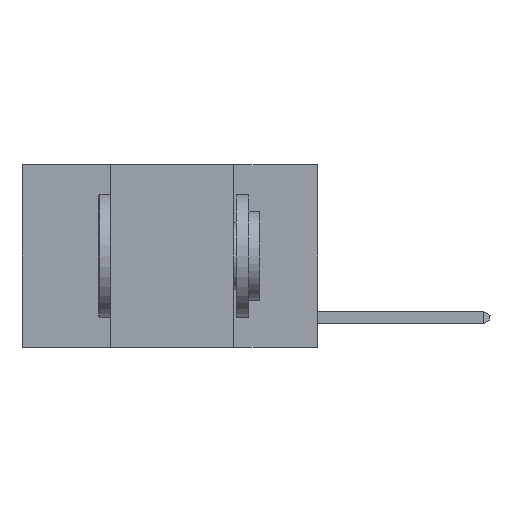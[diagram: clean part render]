
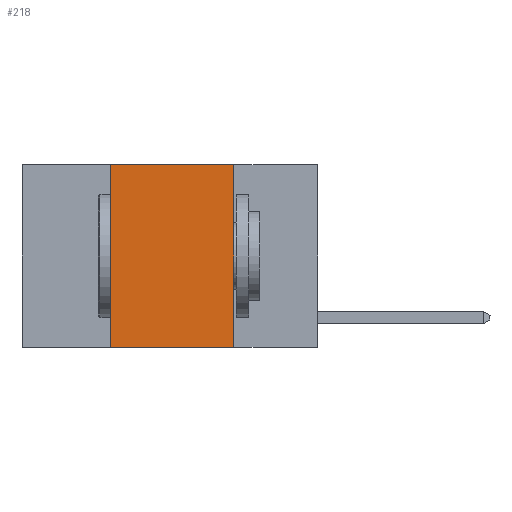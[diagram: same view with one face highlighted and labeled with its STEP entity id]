
A CAD part, left-side view. The second image highlights one B-rep face of the part: STEP entity #218.
In plain terms, the highlighted planar face has unit normal (-1, 0, 0).
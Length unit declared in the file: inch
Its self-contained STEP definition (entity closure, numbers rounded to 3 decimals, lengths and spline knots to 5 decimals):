
#215 = ORIENTED_EDGE ( 'NONE', *, *, #16013, .F. ) ;
#218 = ADVANCED_FACE ( 'NONE', ( #20215 ), #10535, .F. ) ;
#1101 = LINE ( 'NONE', #1431, #5555 ) ;
#1431 = CARTESIAN_POINT ( 'NONE',  ( 0., 0.6, 0. ) ) ;
#2241 = VECTOR ( 'NONE', #7957, 39.37008 ) ;
#2318 = AXIS2_PLACEMENT_3D ( 'NONE', #14151, #10854, #17012 ) ;
#3421 = CARTESIAN_POINT ( 'NONE',  ( 0., 0.42, 0. ) ) ;
#3655 = EDGE_CURVE ( 'NONE', #8926, #9858, #7197, .T. ) ;
#5044 = ORIENTED_EDGE ( 'NONE', *, *, #3655, .T. ) ;
#5464 = ORIENTED_EDGE ( 'NONE', *, *, #13768, .F. ) ;
#5555 = VECTOR ( 'NONE', #14489, 39.37008 ) ;
#6473 = CARTESIAN_POINT ( 'NONE',  ( 0., 0.17, 0. ) ) ;
#7197 = LINE ( 'NONE', #18761, #10740 ) ;
#7738 = CARTESIAN_POINT ( 'NONE',  ( 0., 0.17, -0.37 ) ) ;
#7957 = DIRECTION ( 'NONE',  ( 0., 0., 1. ) ) ;
#8079 = LINE ( 'NONE', #6473, #12382 ) ;
#8926 = VERTEX_POINT ( 'NONE', #18842 ) ;
#9544 = LINE ( 'NONE', #18898, #2241 ) ;
#9858 = VERTEX_POINT ( 'NONE', #7738 ) ;
#10535 = PLANE ( 'NONE',  #2318 ) ;
#10740 = VECTOR ( 'NONE', #18571, 39.37008 ) ;
#10854 = DIRECTION ( 'NONE',  ( 1., 0., 0. ) ) ;
#12238 = VERTEX_POINT ( 'NONE', #15513 ) ;
#12356 = ORIENTED_EDGE ( 'NONE', *, *, #20651, .F. ) ;
#12382 = VECTOR ( 'NONE', #12939, 39.37008 ) ;
#12939 = DIRECTION ( 'NONE',  ( 0., 0., -1. ) ) ;
#13684 = EDGE_LOOP ( 'NONE', ( #12356, #5464, #215, #5044 ) ) ;
#13768 = EDGE_CURVE ( 'NONE', #18788, #12238, #1101, .T. ) ;
#14151 = CARTESIAN_POINT ( 'NONE',  ( 0., 0.6, 0. ) ) ;
#14489 = DIRECTION ( 'NONE',  ( 0., -1., 0. ) ) ;
#15513 = CARTESIAN_POINT ( 'NONE',  ( 0., 0.17, 0. ) ) ;
#16013 = EDGE_CURVE ( 'NONE', #8926, #18788, #9544, .T. ) ;
#17012 = DIRECTION ( 'NONE',  ( 0., 0., -1. ) ) ;
#18571 = DIRECTION ( 'NONE',  ( 0., -1., 0. ) ) ;
#18761 = CARTESIAN_POINT ( 'NONE',  ( 0., 0.6, -0.37 ) ) ;
#18788 = VERTEX_POINT ( 'NONE', #3421 ) ;
#18842 = CARTESIAN_POINT ( 'NONE',  ( 0., 0.42, -0.37 ) ) ;
#18898 = CARTESIAN_POINT ( 'NONE',  ( 0., 0.42, 0. ) ) ;
#20215 = FACE_OUTER_BOUND ( 'NONE', #13684, .T. ) ;
#20651 = EDGE_CURVE ( 'NONE', #12238, #9858, #8079, .T. ) ;
